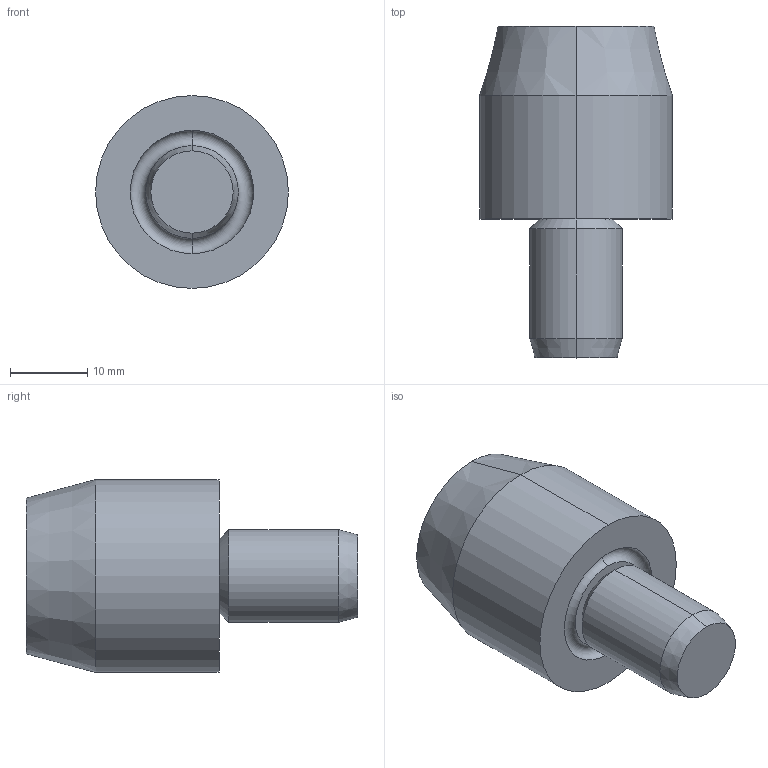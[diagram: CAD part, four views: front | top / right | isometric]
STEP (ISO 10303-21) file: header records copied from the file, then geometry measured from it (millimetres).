
FILE_DESCRIPTION( ( '' ), '1' );
FILE_NAME( 'K0293.325.stp', '2012-10-30T12:42:05', ( '' ), ( '' ), ' ', ' ', ' ' );
FILE_SCHEMA( ( 'CONFIG_CONTROL_DESIGN' ) );
Length unit declared in the file: millimetre
Products named in the file (1): 1
Bounding box: 25 x 43 x 25 mm (x, y, z)
Volume: 13383.2 mm3; surface area: 3486.1 mm2
Topology: 1 solids, 1 shells, 16 faces, 30 edges, 18 vertices
Faces by surface type: cone 6, cylinder 4, plane 4, torus 2
Entity records: 450 total; most frequent: DIRECTION 84, CARTESIAN_POINT 65, ORIENTED_EDGE 60, AXIS2_PLACEMENT_3D 37, EDGE_CURVE 30, CIRCLE 20, EDGE_LOOP 18, VERTEX_POINT 18
